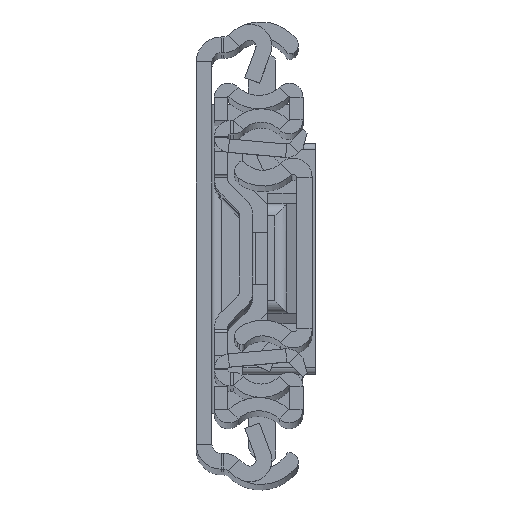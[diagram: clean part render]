
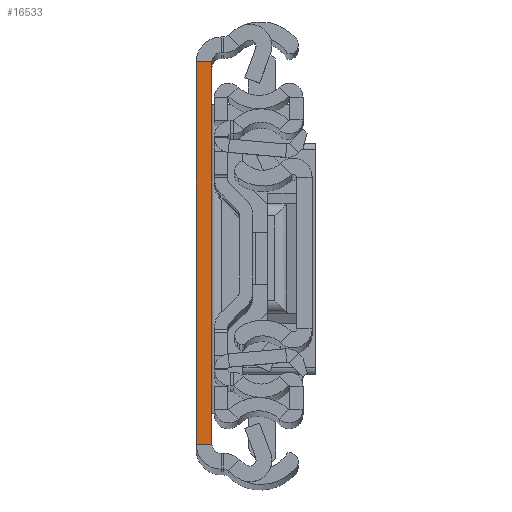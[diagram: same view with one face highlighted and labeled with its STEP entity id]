
A CAD part, top view. The second image highlights one B-rep face of the part: STEP entity #16533.
In plain terms, the highlighted planar face has unit normal (0, 0, 1).
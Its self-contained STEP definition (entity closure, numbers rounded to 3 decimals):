
#1184 = ORIENTED_EDGE ( 'NONE', *, *, #13452, .T. ) ;
#1260 = CARTESIAN_POINT ( 'NONE',  ( 2.6, -31.5, 0. ) ) ;
#1953 = EDGE_CURVE ( 'NONE', #15432, #10113, #3648, .T. ) ;
#2094 = CARTESIAN_POINT ( 'NONE',  ( 2.6, -31.5, 0. ) ) ;
#2758 = CARTESIAN_POINT ( 'NONE',  ( 0., -31.5, 0. ) ) ;
#2853 = DIRECTION ( 'NONE',  ( 1., 0., 0. ) ) ;
#3648 = LINE ( 'NONE', #2758, #10906 ) ;
#3825 = CARTESIAN_POINT ( 'NONE',  ( 2.6, 31.5, 0. ) ) ;
#4068 = CARTESIAN_POINT ( 'NONE',  ( 2.6, -31.5, 0. ) ) ;
#5899 = LINE ( 'NONE', #16440, #8393 ) ;
#6483 = VERTEX_POINT ( 'NONE', #1260 ) ;
#6545 = ORIENTED_EDGE ( 'NONE', *, *, #14153, .T. ) ;
#7311 = FACE_OUTER_BOUND ( 'NONE', #16952, .T. ) ;
#7751 = DIRECTION ( 'NONE',  ( 0., 1., 0. ) ) ;
#8393 = VECTOR ( 'NONE', #9997, 1000. ) ;
#8406 = CARTESIAN_POINT ( 'NONE',  ( 0., 31.5, 0. ) ) ;
#8482 = DIRECTION ( 'NONE',  ( 0., 1., 0. ) ) ;
#8793 = AXIS2_PLACEMENT_3D ( 'NONE', #2094, #10272, #7751 ) ;
#9997 = DIRECTION ( 'NONE',  ( 1., 0., 0. ) ) ;
#10004 = PLANE ( 'NONE',  #8793 ) ;
#10113 = VERTEX_POINT ( 'NONE', #8406 ) ;
#10272 = DIRECTION ( 'NONE',  ( 0., 0., -1. ) ) ;
#10619 = VECTOR ( 'NONE', #8482, 1000. ) ;
#10906 = VECTOR ( 'NONE', #14281, 1000. ) ;
#11068 = ORIENTED_EDGE ( 'NONE', *, *, #12575, .F. ) ;
#11906 = ORIENTED_EDGE ( 'NONE', *, *, #1953, .F. ) ;
#12296 = VECTOR ( 'NONE', #2853, 1000. ) ;
#12575 = EDGE_CURVE ( 'NONE', #10113, #16566, #5899, .T. ) ;
#13452 = EDGE_CURVE ( 'NONE', #6483, #16566, #14051, .T. ) ;
#14051 = LINE ( 'NONE', #15011, #10619 ) ;
#14153 = EDGE_CURVE ( 'NONE', #15432, #6483, #16013, .T. ) ;
#14281 = DIRECTION ( 'NONE',  ( 0., 1., 0. ) ) ;
#15011 = CARTESIAN_POINT ( 'NONE',  ( 2.6, -31.5, 0. ) ) ;
#15432 = VERTEX_POINT ( 'NONE', #16858 ) ;
#16013 = LINE ( 'NONE', #4068, #12296 ) ;
#16440 = CARTESIAN_POINT ( 'NONE',  ( 2.6, 31.5, 0. ) ) ;
#16533 = ADVANCED_FACE ( 'NONE', ( #7311 ), #10004, .F. ) ;
#16566 = VERTEX_POINT ( 'NONE', #3825 ) ;
#16858 = CARTESIAN_POINT ( 'NONE',  ( 0., -31.5, 0. ) ) ;
#16952 = EDGE_LOOP ( 'NONE', ( #11068, #11906, #6545, #1184 ) ) ;
